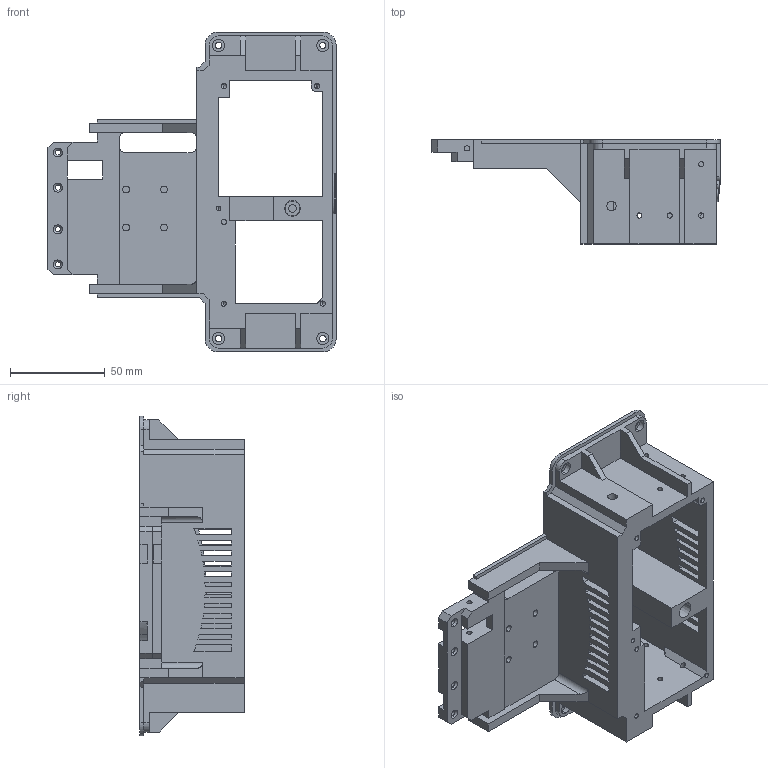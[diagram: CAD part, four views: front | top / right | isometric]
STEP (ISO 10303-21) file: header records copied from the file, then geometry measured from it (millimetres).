
FILE_DESCRIPTION (( 'STEP AP203' ), '1' );
FILE_NAME ('motor housing LEFT-Body-1 (Default).STEP', '2021-11-19T20:27:57', ( '' ), ( '' ), 'SwSTEP 2.0', 'SolidWorks 2020', '' );
FILE_SCHEMA (( 'CONFIG_CONTROL_DESIGN' ));
Length unit declared in the file: millimetre
Products named in the file (1): motor housing LEFT-Body-1 (Default)
Bounding box: 152 x 55 x 168.63 mm (x, y, z)
Volume: 261624.8 mm3; surface area: 90673.5 mm2
Topology: 1 solids, 2 shells, 405 faces, 1123 edges, 735 vertices
Faces by surface type: plane 235, cylinder 126, bspline 24, cone 20
Entity records: 17126 total; most frequent: CARTESIAN_POINT 6639, ORIENTED_EDGE 2226, DIRECTION 2033, EDGE_CURVE 1113, VECTOR 751, LINE 751, VERTEX_POINT 735, AXIS2_PLACEMENT_3D 641
